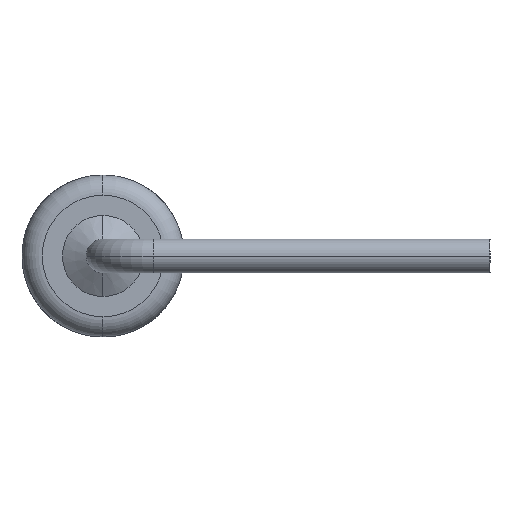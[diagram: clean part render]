
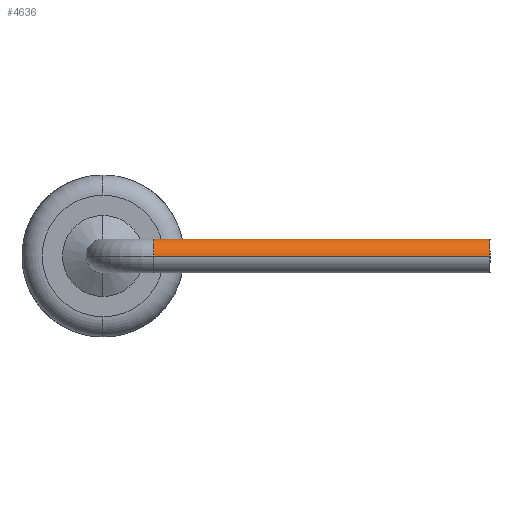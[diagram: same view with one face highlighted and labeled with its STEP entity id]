
A CAD part, left-side view. The second image highlights one B-rep face of the part: STEP entity #4636.
In plain terms, the highlighted cylindrical face has radius 0.254 mm (diameter 0.508 mm), a partial arc.
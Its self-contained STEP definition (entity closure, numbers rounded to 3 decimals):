
#251 = CARTESIAN_POINT ( 'NONE',  ( -0.254, 1.455, 0. ) ) ;
#311 = VERTEX_POINT ( 'NONE', #1856 ) ;
#324 = EDGE_CURVE ( 'NONE', #3530, #501, #3394, .T. ) ;
#412 = LINE ( 'NONE', #1974, #1556 ) ;
#501 = VERTEX_POINT ( 'NONE', #3572 ) ;
#538 = EDGE_CURVE ( 'NONE', #501, #311, #1457, .T. ) ;
#758 = EDGE_LOOP ( 'NONE', ( #4453, #4958, #1511, #4580 ) ) ;
#995 = DIRECTION ( 'NONE',  ( 0., -1., 0. ) ) ;
#1068 = VERTEX_POINT ( 'NONE', #3910 ) ;
#1089 = DIRECTION ( 'NONE',  ( 0., 0., -1. ) ) ;
#1189 = FACE_OUTER_BOUND ( 'NONE', #758, .T. ) ;
#1347 = AXIS2_PLACEMENT_3D ( 'NONE', #2154, #3296, #1089 ) ;
#1457 = CIRCLE ( 'NONE', #2431, 0.254 ) ;
#1506 = EDGE_CURVE ( 'NONE', #3530, #1068, #4600, .T. ) ;
#1511 = ORIENTED_EDGE ( 'NONE', *, *, #538, .T. ) ;
#1556 = VECTOR ( 'NONE', #995, 1000. ) ;
#1696 = CARTESIAN_POINT ( 'NONE',  ( 0., -3.6, 0. ) ) ;
#1856 = CARTESIAN_POINT ( 'NONE',  ( 0.254, -3.6, 0. ) ) ;
#1974 = CARTESIAN_POINT ( 'NONE',  ( 0.254, 1.455, 0. ) ) ;
#2154 = CARTESIAN_POINT ( 'NONE',  ( 0., 1.455, 0. ) ) ;
#2431 = AXIS2_PLACEMENT_3D ( 'NONE', #1696, #2881, #3287 ) ;
#2668 = DIRECTION ( 'NONE',  ( 0., -1., 0. ) ) ;
#2702 = CARTESIAN_POINT ( 'NONE',  ( -0.254, 1.455, 0. ) ) ;
#2881 = DIRECTION ( 'NONE',  ( 0., 1., 0. ) ) ;
#3166 = VECTOR ( 'NONE', #2668, 1000. ) ;
#3287 = DIRECTION ( 'NONE',  ( 0., 0., -1. ) ) ;
#3296 = DIRECTION ( 'NONE',  ( 0., 1., 0. ) ) ;
#3394 = LINE ( 'NONE', #2702, #3166 ) ;
#3530 = VERTEX_POINT ( 'NONE', #251 ) ;
#3572 = CARTESIAN_POINT ( 'NONE',  ( -0.254, -3.6, 0. ) ) ;
#3632 = DIRECTION ( 'NONE',  ( 0., -1., 0. ) ) ;
#3910 = CARTESIAN_POINT ( 'NONE',  ( 0.254, 1.455, 0. ) ) ;
#4021 = DIRECTION ( 'NONE',  ( 1., 0., 0. ) ) ;
#4246 = AXIS2_PLACEMENT_3D ( 'NONE', #4389, #3632, #4021 ) ;
#4295 = CYLINDRICAL_SURFACE ( 'NONE', #4246, 0.254 ) ;
#4350 = EDGE_CURVE ( 'NONE', #1068, #311, #412, .T. ) ;
#4389 = CARTESIAN_POINT ( 'NONE',  ( 0., 1.455, 0. ) ) ;
#4453 = ORIENTED_EDGE ( 'NONE', *, *, #1506, .F. ) ;
#4580 = ORIENTED_EDGE ( 'NONE', *, *, #4350, .F. ) ;
#4600 = CIRCLE ( 'NONE', #1347, 0.254 ) ;
#4636 = ADVANCED_FACE ( 'NONE', ( #1189 ), #4295, .T. ) ;
#4958 = ORIENTED_EDGE ( 'NONE', *, *, #324, .T. ) ;
